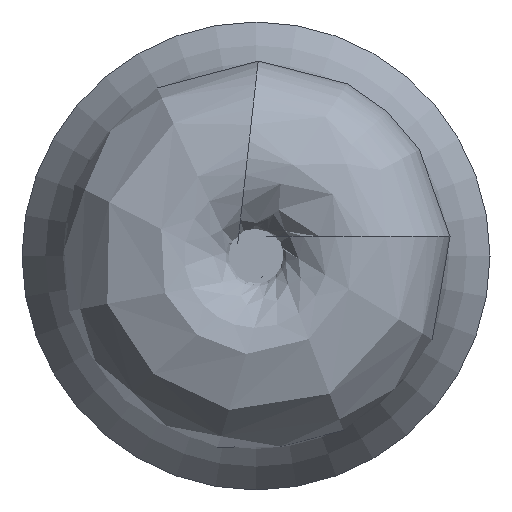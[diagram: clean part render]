
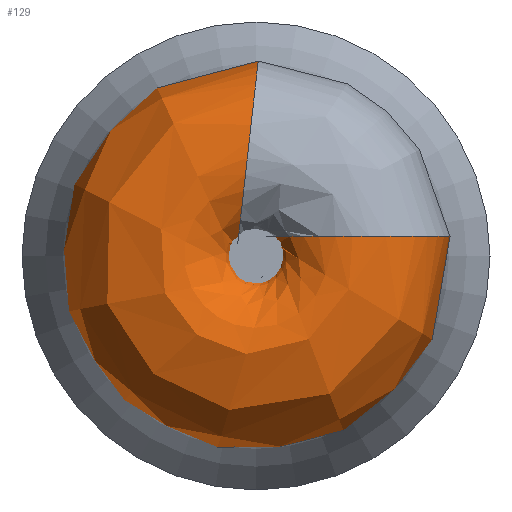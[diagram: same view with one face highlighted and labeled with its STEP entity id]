
A CAD part, left-side view. The second image highlights one B-rep face of the part: STEP entity #129.
In plain terms, the highlighted free-form (B-spline) face has degree [3, 3] with [7, 7] control points.
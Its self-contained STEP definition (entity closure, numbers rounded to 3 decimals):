
#129=ADVANCED_FACE('',(#142,#143),#140,.F.);
#140=(
BOUNDED_SURFACE()
B_SPLINE_SURFACE(3,3,((#293,#294,#295,#296,#297,#298,#299),(#300,#301,#302,
#303,#304,#305,#306),(#307,#308,#309,#310,#311,#312,#313),(#314,#315,#316,
#317,#318,#319,#320),(#321,#322,#323,#324,#325,#326,#327),(#328,#329,#330,
#331,#332,#333,#334),(#335,#336,#337,#338,#339,#340,#341)),
 .UNSPECIFIED.,.T.,.F.,.F.)
B_SPLINE_SURFACE_WITH_KNOTS((1,3,3,3,1),(4,3,4),(-0.5,0.,0.5,1.,1.5),(0.,
0.5,1.),.UNSPECIFIED.)
GEOMETRIC_REPRESENTATION_ITEM()
RATIONAL_B_SPLINE_SURFACE(((1.,0.571,0.571,1.,0.571,
0.571,1.),(0.333,0.19,0.19,
0.333,0.19,0.19,0.333),
(0.333,0.19,0.19,0.333,
0.19,0.19,0.333),(1.,0.571,
0.571,1.,0.571,0.571,1.),(0.333,
0.19,0.19,0.333,0.19,
0.19,0.333),(0.333,0.19,
0.19,0.333,0.19,0.19,
0.333),(1.,0.571,0.571,1.,0.571,
0.571,1.)))
REPRESENTATION_ITEM('')
SURFACE()
);
#142=FACE_BOUND('',#160,.T.);
#143=FACE_BOUND('',#161,.T.);
#160=EDGE_LOOP('',(#180));
#161=EDGE_LOOP('',(#181));
#180=ORIENTED_EDGE('',*,*,#210,.T.);
#181=ORIENTED_EDGE('',*,*,#211,.F.);
#200=VERTEX_POINT('',#290);
#201=VERTEX_POINT('',#292);
#210=EDGE_CURVE('',#200,#200,#220,.T.);
#211=EDGE_CURVE('',#201,#201,#221,.T.);
#220=CIRCLE('',#231,2.5);
#221=CIRCLE('',#232,2.5);
#231=AXIS2_PLACEMENT_3D('',#289,#251,#252);
#232=AXIS2_PLACEMENT_3D('',#291,#253,#254);
#251=DIRECTION('',(0.,0.994,0.111));
#252=DIRECTION('',(1.,0.,0.));
#253=DIRECTION('',(0.,0.,1.));
#254=DIRECTION('',(1.,0.,0.));
#289=CARTESIAN_POINT('',(2.5,0.222,2.515));
#290=CARTESIAN_POINT('',(5.,0.222,2.515));
#291=CARTESIAN_POINT('',(2.5,-2.475,0.5));
#292=CARTESIAN_POINT('',(5.,-2.475,0.5));
#293=CARTESIAN_POINT('',(5.,-2.475,0.5));
#294=CARTESIAN_POINT('',(5.,-3.02,-2.198));
#295=CARTESIAN_POINT('',(5.,-0.694,-3.67));
#296=CARTESIAN_POINT('',(5.,1.511,-2.023));
#297=CARTESIAN_POINT('',(5.,3.717,-0.375));
#298=CARTESIAN_POINT('',(5.,2.964,2.273));
#299=CARTESIAN_POINT('',(5.,0.222,2.515));
#300=CARTESIAN_POINT('',(5.,2.525,0.5));
#301=CARTESIAN_POINT('',(5.,1.98,3.253));
#302=CARTESIAN_POINT('',(5.,-0.786,3.726));
#303=CARTESIAN_POINT('',(5.,-2.215,1.311));
#304=CARTESIAN_POINT('',(5.,-3.644,-1.105));
#305=CARTESIAN_POINT('',(5.,-1.898,-3.302));
#306=CARTESIAN_POINT('',(5.,0.777,-2.454));
#307=CARTESIAN_POINT('',(0.,2.525,0.5));
#308=CARTESIAN_POINT('',(0.,1.98,3.253));
#309=CARTESIAN_POINT('',(0.,-0.786,3.726));
#310=CARTESIAN_POINT('',(0.,-2.215,1.311));
#311=CARTESIAN_POINT('',(0.,-3.644,-1.105));
#312=CARTESIAN_POINT('',(0.,-1.898,-3.302));
#313=CARTESIAN_POINT('',(0.,0.777,-2.454));
#314=CARTESIAN_POINT('',(0.,-2.475,0.5));
#315=CARTESIAN_POINT('',(0.,-3.02,-2.198));
#316=CARTESIAN_POINT('',(0.,-0.694,-3.67));
#317=CARTESIAN_POINT('',(0.,1.511,-2.023));
#318=CARTESIAN_POINT('',(0.,3.717,-0.375));
#319=CARTESIAN_POINT('',(0.,2.964,2.273));
#320=CARTESIAN_POINT('',(0.,0.222,2.515));
#321=CARTESIAN_POINT('',(0.,-7.475,0.5));
#322=CARTESIAN_POINT('',(0.,-8.02,-7.65));
#323=CARTESIAN_POINT('',(0.,-0.601,-11.067));
#324=CARTESIAN_POINT('',(0.,5.238,-5.356));
#325=CARTESIAN_POINT('',(0.,11.078,0.355));
#326=CARTESIAN_POINT('',(0.,7.826,7.848));
#327=CARTESIAN_POINT('',(0.,-0.334,7.484));
#328=CARTESIAN_POINT('',(5.,-7.475,0.5));
#329=CARTESIAN_POINT('',(5.,-8.02,-7.65));
#330=CARTESIAN_POINT('',(5.,-0.601,-11.067));
#331=CARTESIAN_POINT('',(5.,5.238,-5.356));
#332=CARTESIAN_POINT('',(5.,11.078,0.355));
#333=CARTESIAN_POINT('',(5.,7.826,7.848));
#334=CARTESIAN_POINT('',(5.,-0.334,7.484));
#335=CARTESIAN_POINT('',(5.,-2.475,0.5));
#336=CARTESIAN_POINT('',(5.,-3.02,-2.198));
#337=CARTESIAN_POINT('',(5.,-0.694,-3.67));
#338=CARTESIAN_POINT('',(5.,1.511,-2.023));
#339=CARTESIAN_POINT('',(5.,3.717,-0.375));
#340=CARTESIAN_POINT('',(5.,2.964,2.273));
#341=CARTESIAN_POINT('',(5.,0.222,2.515));
